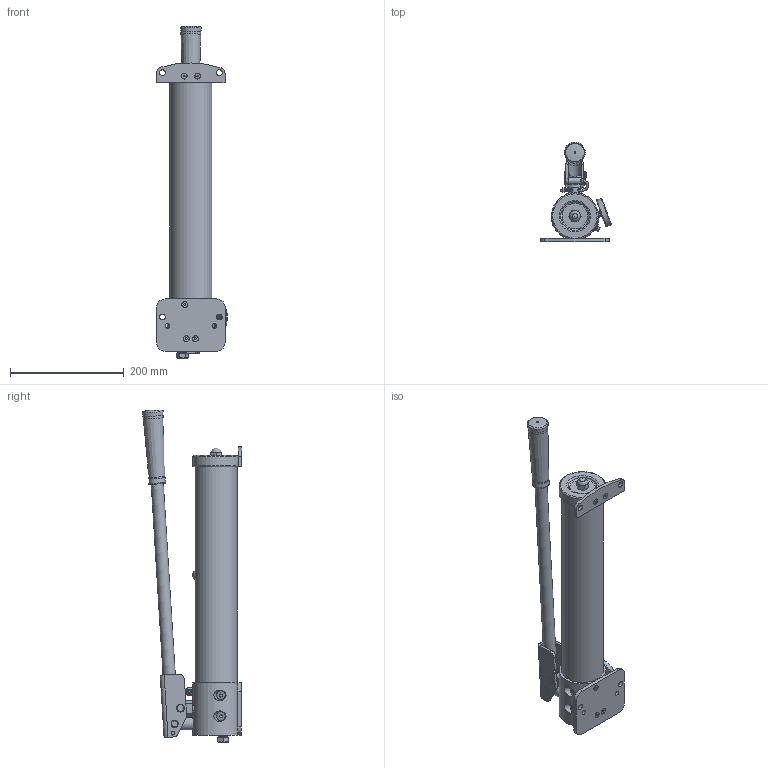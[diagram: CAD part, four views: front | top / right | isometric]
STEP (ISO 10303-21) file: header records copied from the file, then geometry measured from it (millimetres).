
FILE_DESCRIPTION (( 'STEP AP203' ), '1' );
FILE_NAME ('H1812.STEP', '2015-03-25T00:08:36', ( 'USER' ), ( '' ), 'SwSTEP 2.0', 'SolidWorks 2013', '' );
FILE_SCHEMA (( 'CONFIG_CONTROL_DESIGN' ));
Length unit declared in the file: millimetre
Products named in the file (1): H1812
Bounding box: 123.89 x 174.81 x 583.99 mm (x, y, z)
Volume: 1182288.9 mm3; surface area: 427855.6 mm2
Topology: 40 solids, 40 shells, 708 faces, 1549 edges, 969 vertices
Faces by surface type: plane 317, cylinder 219, cone 123, bspline 24, torus 24, sphere 1
Full cylindrical faces by diameter (mm): 1.2 x4, 3 x1, 3.3 x1, 3.6 x1, 4 x7, 4.05 x2, 4.2 x7, 4.3 x3, 4.5 x3, 5 x13, 5.5 x5, 6 x9, 6.2 x2, 6.5 x1, 6.8 x1, 6.9 x2, 7 x1, 8 x3, 8.433 x1, 8.5 x2, 8.7 x1, 9 x1, 9.2 x1, 9.347 x2, 9.7 x2, 9.8 x5, 10 x3, 10.1 x3, 10.2 x4, 10.7 x2
Entity records: 46247 total; most frequent: CARTESIAN_POINT 32156, DIRECTION 2964, ORIENTED_EDGE 2338, AXIS2_PLACEMENT_3D 1234, EDGE_CURVE 1169, EDGE_LOOP 1151, FACE_OUTER_BOUND 893, VERTEX_POINT 890
